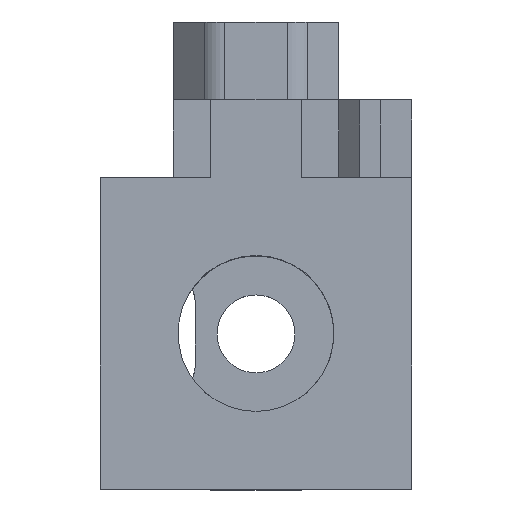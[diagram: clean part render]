
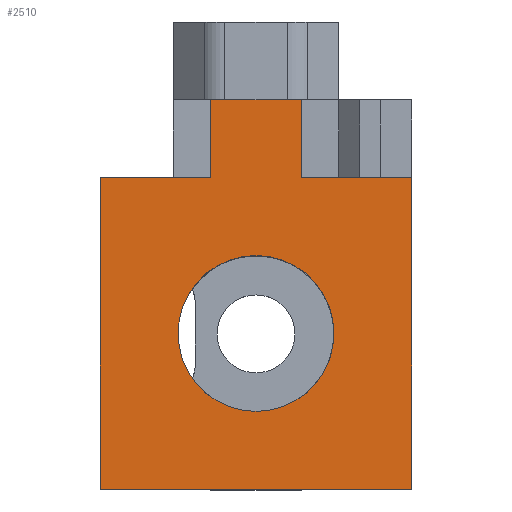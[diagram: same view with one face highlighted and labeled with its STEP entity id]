
A CAD part, top view. The second image highlights one B-rep face of the part: STEP entity #2510.
In plain terms, the highlighted planar face has unit normal (0, 0, 1).
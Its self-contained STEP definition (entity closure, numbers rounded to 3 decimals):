
#35=FACE_BOUND('',#284,.T.);
#149=FACE_OUTER_BOUND('',#283,.T.);
#283=EDGE_LOOP('',(#2079,#2080,#2081,#2082,#2083,#2084,#2085,#2086));
#284=EDGE_LOOP('',(#2087));
#363=CIRCLE('',#2643,5.);
#497=LINE('',#3798,#798);
#511=LINE('',#3830,#812);
#521=LINE('',#3854,#822);
#558=LINE('',#3937,#859);
#600=LINE('',#4030,#901);
#601=LINE('',#4033,#902);
#602=LINE('',#4034,#903);
#603=LINE('',#4035,#904);
#798=VECTOR('',#3051,10.);
#812=VECTOR('',#3081,10.);
#822=VECTOR('',#3095,10.);
#859=VECTOR('',#3160,10.);
#901=VECTOR('',#3258,10.);
#902=VECTOR('',#3261,10.);
#903=VECTOR('',#3262,10.);
#904=VECTOR('',#3263,10.);
#1096=VERTEX_POINT('',#3754);
#1103=VERTEX_POINT('',#3795);
#1104=VERTEX_POINT('',#3797);
#1114=VERTEX_POINT('',#3829);
#1125=VERTEX_POINT('',#3851);
#1126=VERTEX_POINT('',#3853);
#1158=VERTEX_POINT('',#3935);
#1181=VERTEX_POINT('',#4028);
#1182=VERTEX_POINT('',#4032);
#1365=EDGE_CURVE('',#1096,#1096,#363,.T.);
#1385=EDGE_CURVE('',#1104,#1103,#497,.T.);
#1400=EDGE_CURVE('',#1104,#1114,#511,.T.);
#1412=EDGE_CURVE('',#1125,#1126,#521,.T.);
#1455=EDGE_CURVE('',#1158,#1103,#558,.T.);
#1501=EDGE_CURVE('',#1125,#1181,#600,.T.);
#1502=EDGE_CURVE('',#1182,#1181,#601,.T.);
#1503=EDGE_CURVE('',#1114,#1182,#602,.T.);
#1504=EDGE_CURVE('',#1126,#1158,#603,.T.);
#2079=ORIENTED_EDGE('',*,*,#1501,.T.);
#2080=ORIENTED_EDGE('',*,*,#1502,.F.);
#2081=ORIENTED_EDGE('',*,*,#1503,.F.);
#2082=ORIENTED_EDGE('',*,*,#1400,.F.);
#2083=ORIENTED_EDGE('',*,*,#1385,.T.);
#2084=ORIENTED_EDGE('',*,*,#1455,.F.);
#2085=ORIENTED_EDGE('',*,*,#1504,.F.);
#2086=ORIENTED_EDGE('',*,*,#1412,.F.);
#2087=ORIENTED_EDGE('',*,*,#1365,.T.);
#2388=PLANE('',#2710);
#2510=ADVANCED_FACE('',(#149,#35),#2388,.T.);
#2643=AXIS2_PLACEMENT_3D('',#3755,#3007,#3008);
#2710=AXIS2_PLACEMENT_3D('',#4031,#3259,#3260);
#3007=DIRECTION('center_axis',(0.,0.,-1.));
#3008=DIRECTION('ref_axis',(-1.,0.,0.));
#3051=DIRECTION('',(0.,-1.,0.));
#3081=DIRECTION('',(1.,0.,0.));
#3095=DIRECTION('',(1.,0.,0.));
#3160=DIRECTION('',(-1.,0.,0.));
#3258=DIRECTION('',(0.,1.,0.));
#3259=DIRECTION('center_axis',(0.,0.,1.));
#3260=DIRECTION('ref_axis',(1.,0.,0.));
#3261=DIRECTION('',(1.,0.,0.));
#3262=DIRECTION('',(0.,1.,0.));
#3263=DIRECTION('',(0.,-1.,0.));
#3754=CARTESIAN_POINT('',(15.,-10.,20.));
#3755=CARTESIAN_POINT('Origin',(10.,-10.,20.));
#3795=CARTESIAN_POINT('',(0.,-20.,20.));
#3797=CARTESIAN_POINT('',(0.,0.,20.));
#3798=CARTESIAN_POINT('',(0.,0.,20.));
#3829=CARTESIAN_POINT('',(7.1,0.,20.));
#3830=CARTESIAN_POINT('',(0.,0.,20.));
#3851=CARTESIAN_POINT('',(12.9,0.,20.));
#3853=CARTESIAN_POINT('',(20.,0.,20.));
#3854=CARTESIAN_POINT('',(0.,0.,20.));
#3935=CARTESIAN_POINT('',(20.,-20.,20.));
#3937=CARTESIAN_POINT('',(0.,-20.,20.));
#4028=CARTESIAN_POINT('',(12.9,5.,20.));
#4030=CARTESIAN_POINT('',(12.9,0.,20.));
#4031=CARTESIAN_POINT('Origin',(7.1,0.,20.));
#4032=CARTESIAN_POINT('',(7.1,5.,20.));
#4033=CARTESIAN_POINT('',(6.9,5.,20.));
#4034=CARTESIAN_POINT('',(7.1,0.,20.));
#4035=CARTESIAN_POINT('',(20.,0.,20.));
